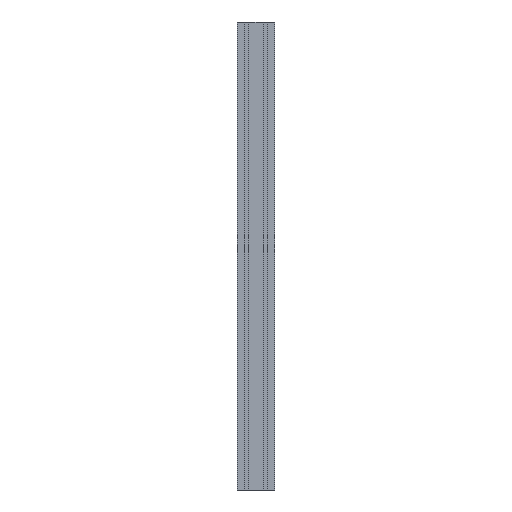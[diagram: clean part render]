
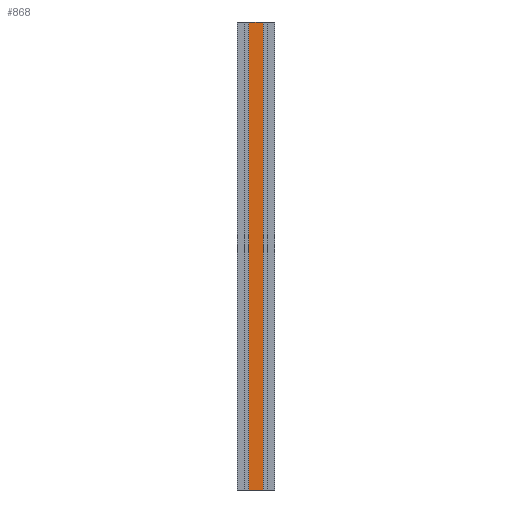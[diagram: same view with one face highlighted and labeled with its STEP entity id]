
A CAD part, left-side view. The second image highlights one B-rep face of the part: STEP entity #868.
In plain terms, the highlighted planar face has unit normal (-1, 0, 0).
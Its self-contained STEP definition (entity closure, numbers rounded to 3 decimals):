
#122 = VECTOR ( 'NONE', #5784, 1000. ) ;
#460 = ORIENTED_EDGE ( 'NONE', *, *, #6105, .F. ) ;
#654 = VERTEX_POINT ( 'NONE', #1253 ) ;
#668 = CARTESIAN_POINT ( 'NONE',  ( -20., 0., 1000. ) ) ;
#868 = ADVANCED_FACE ( 'NONE', ( #937 ), #969, .T. ) ;
#927 = CARTESIAN_POINT ( 'NONE',  ( -20., -35.6, 1000. ) ) ;
#937 = FACE_OUTER_BOUND ( 'NONE', #6893, .T. ) ;
#957 = AXIS2_PLACEMENT_3D ( 'NONE', #4166, #4130, #6257 ) ;
#969 = PLANE ( 'NONE',  #957 ) ;
#989 = CARTESIAN_POINT ( 'NONE',  ( -20., -35.6, 0. ) ) ;
#1037 = CARTESIAN_POINT ( 'NONE',  ( -20., -4.4, 0. ) ) ;
#1253 = CARTESIAN_POINT ( 'NONE',  ( -20., -4.4, 1000. ) ) ;
#1257 = ORIENTED_EDGE ( 'NONE', *, *, #6222, .F. ) ;
#1435 = VERTEX_POINT ( 'NONE', #1037 ) ;
#1517 = CARTESIAN_POINT ( 'NONE',  ( -20., 0., 0. ) ) ;
#1553 = EDGE_CURVE ( 'NONE', #654, #1435, #6488, .T. ) ;
#1767 = ORIENTED_EDGE ( 'NONE', *, *, #6338, .T. ) ;
#1829 = DIRECTION ( 'NONE',  ( 0., 0., -1. ) ) ;
#2317 = CARTESIAN_POINT ( 'NONE',  ( -20., -4.4, 1000. ) ) ;
#2814 = DIRECTION ( 'NONE',  ( 0., 1., 0. ) ) ;
#3065 = VERTEX_POINT ( 'NONE', #989 ) ;
#3203 = CARTESIAN_POINT ( 'NONE',  ( -20., -35.6, 1000. ) ) ;
#3830 = VECTOR ( 'NONE', #1829, 1000. ) ;
#3903 = LINE ( 'NONE', #668, #6163 ) ;
#4130 = DIRECTION ( 'NONE',  ( -1., 0., 0. ) ) ;
#4166 = CARTESIAN_POINT ( 'NONE',  ( -20., 0., 1000. ) ) ;
#4502 = ORIENTED_EDGE ( 'NONE', *, *, #1553, .T. ) ;
#4505 = DIRECTION ( 'NONE',  ( 0., 0., -1. ) ) ;
#5301 = LINE ( 'NONE', #1517, #122 ) ;
#5724 = LINE ( 'NONE', #927, #6151 ) ;
#5784 = DIRECTION ( 'NONE',  ( 0., 1., 0. ) ) ;
#6105 = EDGE_CURVE ( 'NONE', #6119, #3065, #5724, .T. ) ;
#6119 = VERTEX_POINT ( 'NONE', #3203 ) ;
#6151 = VECTOR ( 'NONE', #4505, 1000. ) ;
#6163 = VECTOR ( 'NONE', #2814, 1000. ) ;
#6222 = EDGE_CURVE ( 'NONE', #3065, #1435, #5301, .T. ) ;
#6257 = DIRECTION ( 'NONE',  ( 0., 0., 1. ) ) ;
#6338 = EDGE_CURVE ( 'NONE', #6119, #654, #3903, .T. ) ;
#6488 = LINE ( 'NONE', #2317, #3830 ) ;
#6893 = EDGE_LOOP ( 'NONE', ( #1257, #460, #1767, #4502 ) ) ;
